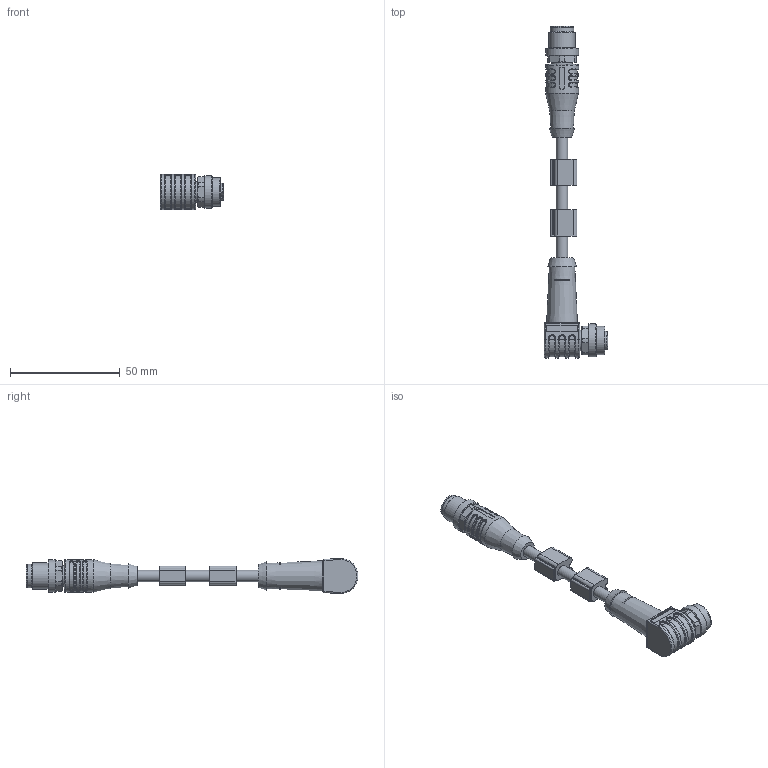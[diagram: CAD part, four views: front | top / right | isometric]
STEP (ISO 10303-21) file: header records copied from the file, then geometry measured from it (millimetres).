
FILE_DESCRIPTION(/* description */ (''),/* implementation_level */ '2;1');
FILE_NAME(/* name */ 'PB-WWAKSW2-m-PB-WASSW2.stp',/* time_stamp */ '2018-07-18T17:05:49+02:00',/* author */ (''),/* organization */ (''),/* preprocessor_version */ 'ST-DEVELOPER v16',/* originating_system */ 'SIEMENS PLM Software NX 10.0',/* authorisation */ '');
FILE_SCHEMA (('AUTOMOTIVE_DESIGN { 1 0 10303 214 3 1 1 1 }'));
Length unit declared in the file: millimetre
Products named in the file (1): PB-WWAKSW2-m-PB-WASSW2
Bounding box: 28.7 x 150.97 x 15.97 mm (x, y, z)
Volume: 17373.5 mm3; surface area: 8767.4 mm2
Topology: 1 solids, 1 shells, 607 faces, 1518 edges, 959 vertices
Faces by surface type: plane 216, cylinder 198, bspline 72, extrusion 57, cone 29, torus 27, sphere 8
Full cylindrical faces by diameter (mm): 1 x4, 1.15 x4, 5.2 x3, 8.3 x1, 9.3 x2, 10.5 x1, 10.8 x1, 10.95 x1, 12 x1, 12.3 x1, 12.8 x1, 15 x3
Entity records: 19758 total; most frequent: CARTESIAN_POINT 6493, ORIENTED_EDGE 2864, DIRECTION 2511, EDGE_CURVE 1432, VERTEX_POINT 927, AXIS2_PLACEMENT_3D 916, EDGE_LOOP 711, VECTOR 679
